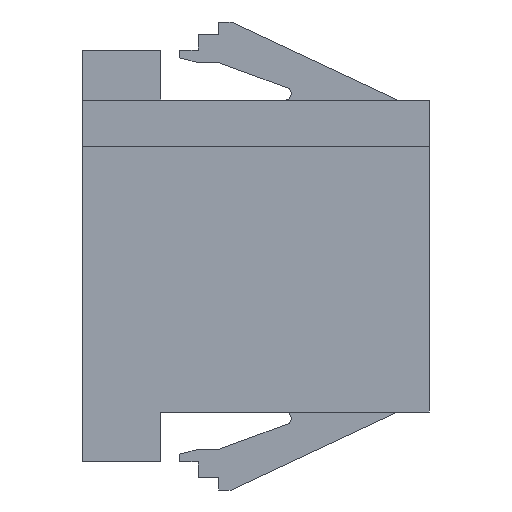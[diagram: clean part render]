
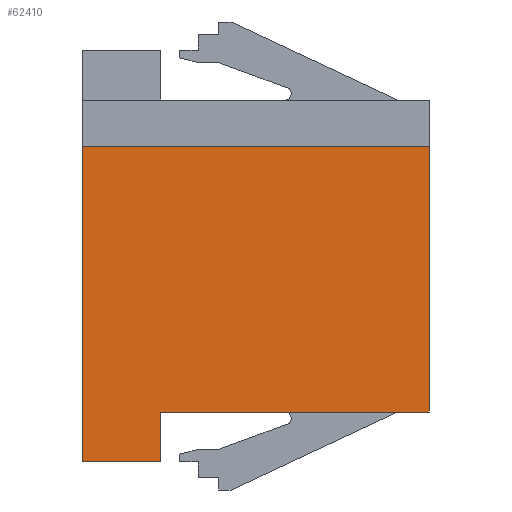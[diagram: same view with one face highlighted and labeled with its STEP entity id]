
A CAD part, front view. The second image highlights one B-rep face of the part: STEP entity #62410.
In plain terms, the highlighted planar face has unit normal (0, -1, 0).
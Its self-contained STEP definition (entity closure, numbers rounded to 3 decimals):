
#17760=CARTESIAN_POINT('',(0.,0.,2.5));
#17770=VERTEX_POINT('',#17760);
#17800=CARTESIAN_POINT('',(0.,0.,-6.));
#17810=DIRECTION('',(0.,0.,1.));
#17820=VECTOR('',#17810,1.);
#17830=LINE('',#17800,#17820);
#17840=CARTESIAN_POINT('',(0.,0.,-7.6));
#17850=VERTEX_POINT('',#17840);
#17860=EDGE_CURVE('',#17850,#17770,#17830,.T.);
#22040=CARTESIAN_POINT('',(2.5,0.,-6.));
#22050=VERTEX_POINT('',#22040);
#22080=CARTESIAN_POINT('',(11.1,0.,-6.));
#22090=DIRECTION('',(-1.,0.,0.));
#22100=VECTOR('',#22090,1.);
#22110=LINE('',#22080,#22100);
#22120=CARTESIAN_POINT('',(11.1,0.,-6.));
#22130=VERTEX_POINT('',#22120);
#22140=EDGE_CURVE('',#22130,#22050,#22110,.T.);
#43810=CARTESIAN_POINT('',(11.1,0.,-5.25));
#43820=DIRECTION('',(0.,0.,-1.));
#43830=VECTOR('',#43820,1.);
#43840=LINE('',#43810,#43830);
#43850=CARTESIAN_POINT('',(11.1,0.,2.5));
#43860=VERTEX_POINT('',#43850);
#43870=EDGE_CURVE('',#43860,#22130,#43840,.T.);
#62110=CARTESIAN_POINT('',(11.1,0.,-3.15));
#62120=DIRECTION('',(-0.,-1.,-0.));
#62130=DIRECTION('',(-1.,0.,0.));
#62140=AXIS2_PLACEMENT_3D('',#62110,#62120,#62130);
#62150=PLANE('',#62140);
#62160=CARTESIAN_POINT('',(0.,0.,2.5));
#62170=DIRECTION('',(1.,0.,0.));
#62180=VECTOR('',#62170,1.);
#62190=LINE('',#62160,#62180);
#62200=EDGE_CURVE('',#17770,#43860,#62190,.T.);
#62210=ORIENTED_EDGE('',*,*,#62200,.F.);
#62220=ORIENTED_EDGE('',*,*,#43870,.F.);
#62230=ORIENTED_EDGE('',*,*,#22140,.F.);
#62240=CARTESIAN_POINT('',(2.5,0.,-6.));
#62250=DIRECTION('',(0.,0.,1.));
#62260=VECTOR('',#62250,1.);
#62270=LINE('',#62240,#62260);
#62280=CARTESIAN_POINT('',(2.5,0.,-7.6));
#62290=VERTEX_POINT('',#62280);
#62300=EDGE_CURVE('',#62290,#22050,#62270,.T.);
#62310=ORIENTED_EDGE('',*,*,#62300,.T.);
#62320=CARTESIAN_POINT('',(0.,0.,-7.6));
#62330=DIRECTION('',(1.,0.,0.));
#62340=VECTOR('',#62330,1.);
#62350=LINE('',#62320,#62340);
#62360=EDGE_CURVE('',#17850,#62290,#62350,.T.);
#62370=ORIENTED_EDGE('',*,*,#62360,.T.);
#62380=ORIENTED_EDGE('',*,*,#17860,.F.);
#62390=EDGE_LOOP('',(#62380,#62370,#62310,#62230,#62220,#62210));
#62400=FACE_OUTER_BOUND('',#62390,.T.);
#62410=ADVANCED_FACE('',(#62400),#62150,.T.);
